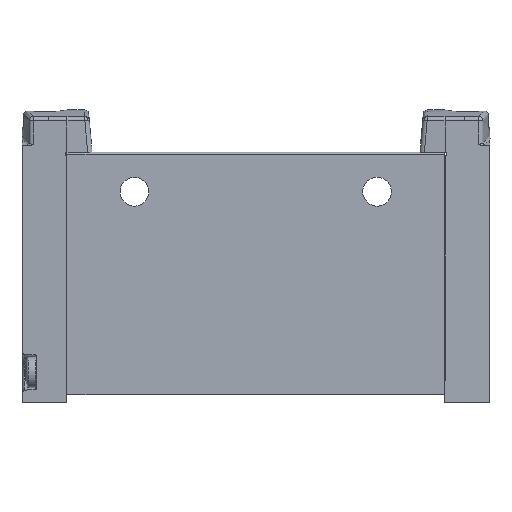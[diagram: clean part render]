
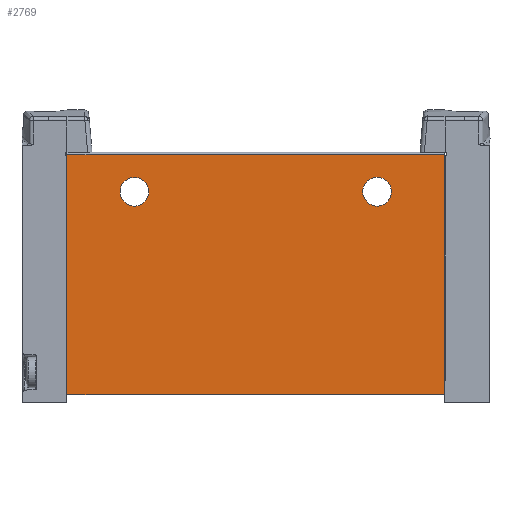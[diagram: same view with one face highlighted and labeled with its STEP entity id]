
A CAD part, front view. The second image highlights one B-rep face of the part: STEP entity #2769.
In plain terms, the highlighted planar face has unit normal (0, -1, 0).
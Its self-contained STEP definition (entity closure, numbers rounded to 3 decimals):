
#118=LINE($,#4249,#246);
#122=LINE($,#4260,#250);
#126=LINE($,#4272,#254);
#128=LINE($,#4280,#256);
#246=VECTOR($,#3370,42.);
#250=VECTOR($,#3380,26.7);
#254=VECTOR($,#3392,42.);
#256=VECTOR($,#3402,26.7);
#480=FACE_BOUND($,#772,.T.);
#481=FACE_BOUND($,#773,.T.);
#534=PLANE($,#2970);
#581=FACE_OUTER_BOUND($,#771,.T.);
#771=EDGE_LOOP($,(#1857,#1858,#1859,#1860));
#772=EDGE_LOOP($,(#1861));
#773=EDGE_LOOP($,(#1862));
#981=CIRCLE($,#2941,1.6);
#990=CIRCLE($,#2957,1.6);
#1170=VERTEX_POINT($,#4213);
#1181=VERTEX_POINT($,#4242);
#1183=VERTEX_POINT($,#4247);
#1184=VERTEX_POINT($,#4248);
#1188=VERTEX_POINT($,#4259);
#1192=VERTEX_POINT($,#4271);
#1436=EDGE_CURVE($,#1170,#1170,#981,.T.);
#1447=EDGE_CURVE($,#1181,#1181,#990,.T.);
#1449=EDGE_CURVE($,#1183,#1184,#118,.T.);
#1455=EDGE_CURVE($,#1188,#1183,#122,.T.);
#1461=EDGE_CURVE($,#1188,#1192,#126,.T.);
#1465=EDGE_CURVE($,#1192,#1184,#128,.T.);
#1857=ORIENTED_EDGE($,*,*,#1455,.T.);
#1858=ORIENTED_EDGE($,*,*,#1449,.T.);
#1859=ORIENTED_EDGE($,*,*,#1465,.F.);
#1860=ORIENTED_EDGE($,*,*,#1461,.F.);
#1861=ORIENTED_EDGE($,*,*,#1436,.F.);
#1862=ORIENTED_EDGE($,*,*,#1447,.F.);
#2769=ADVANCED_FACE($,(#581,#480,#481),#534,.F.);
#2941=AXIS2_PLACEMENT_3D($,#4214,#3330,#3331);
#2957=AXIS2_PLACEMENT_3D($,#4243,#3364,#3365);
#2970=AXIS2_PLACEMENT_3D($,#4279,#3400,#3401);
#3330=DIRECTION('center_axis',(0.,-1.,0.));
#3331=DIRECTION('ref_axis',(1.,0.,0.));
#3364=DIRECTION('center_axis',(0.,-1.,0.));
#3365=DIRECTION('ref_axis',(1.,0.,0.));
#3370=DIRECTION($,(-1.,0.,0.));
#3380=DIRECTION($,(0.,0.,1.));
#3392=DIRECTION($,(-1.,0.,0.));
#3400=DIRECTION('center_axis',(0.,1.,0.));
#3401=DIRECTION('ref_axis',(0.,0.,1.));
#3402=DIRECTION($,(0.,0.,1.));
#4213=CARTESIAN_POINT('',(5.2,0.875,23.1));
#4214=CARTESIAN_POINT('Origin',(6.8,0.875,23.1));
#4242=CARTESIAN_POINT('',(32.2,0.875,23.1));
#4243=CARTESIAN_POINT('Origin',(33.8,0.875,23.1));
#4247=CARTESIAN_POINT('',(41.3,0.875,27.2));
#4248=CARTESIAN_POINT('',(-0.7,0.875,27.2));
#4249=CARTESIAN_POINT($,(41.3,0.875,27.2));
#4259=CARTESIAN_POINT('',(41.3,0.875,0.5));
#4260=CARTESIAN_POINT($,(41.3,0.875,0.5));
#4271=CARTESIAN_POINT('',(-0.7,0.875,0.5));
#4272=CARTESIAN_POINT($,(41.3,0.875,0.5));
#4279=CARTESIAN_POINT('Origin',(26.8,0.875,1.299));
#4280=CARTESIAN_POINT($,(-0.7,0.875,0.5));
